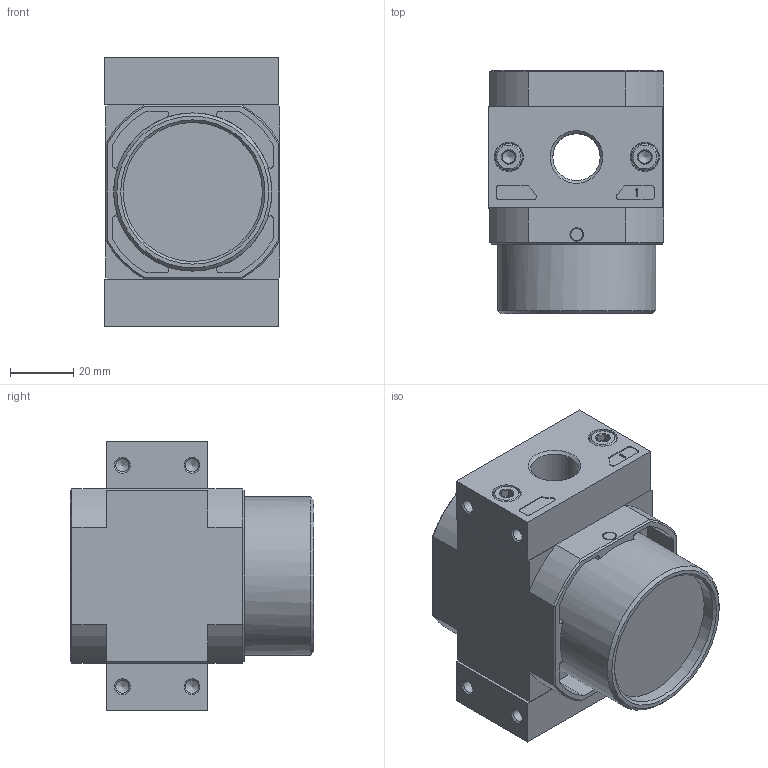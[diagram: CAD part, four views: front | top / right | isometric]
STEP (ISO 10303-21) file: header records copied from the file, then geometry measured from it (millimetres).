
FILE_DESCRIPTION(/* description */ ('STEP AP214'),/* implementation_level */ '2;1');
FILE_NAME(/* name */ '165079_HEL-3_8-D-MIDI',/* time_stamp */ '2024-08-28T12:13:01+02:00',/* author */ ('License CC BY-ND 4.0'),/* organization */ ('CADENAS'),/* preprocessor_version */ 'ST-DEVELOPER v19.3',/* originating_system */ 'PARTsolutions',/* authorisation */ ' ');
FILE_SCHEMA (('AUTOMOTIVE_DESIGN {1 0 10303 214 3 1 1}'));
Length unit declared in the file: millimetre
Products named in the file (6): 165079 HEL-3/8-D-MIDI; 360727 HEL-MIDI; 380299 PBL-3/8-D-MIDI-R---(0) p1; DIN-912 - M5x18(F); 369989 LF-D-MIDI; 380297 PBL-3/8-D-MIDI-L---(1) p1
Assembly tree (9 placements, depth 2):
  165079 HEL-3/8-D-MIDI
    360727 HEL-MIDI
    380299 PBL-3/8-D-MIDI-R---(0) p1
    DIN-912 - M5x18(F)  x4
    369989 LF-D-MIDI  x2
    380297 PBL-3/8-D-MIDI-L---(1) p1
Bounding box: 55.5 x 77 x 85 mm (x, y, z)
Volume: 211810.2 mm3; surface area: 50456 mm2
Topology: 9 solids, 9 shells, 368 faces, 827 edges, 507 vertices
Faces by surface type: plane 184, cone 93, cylinder 91
Full cylindrical faces by diameter (mm): 3.8 x1, 4.134 x8, 5 x4, 7 x1, 7.3 x4, 7.5 x2, 8.5 x4, 9 x1, 14.95 x2, 24 x1, 24.9 x1, 26.4 x1, 29.7 x1, 30.4 x1, 44 x1, 50 x1
Entity records: 8475 total; most frequent: DIRECTION 1331, CARTESIAN_POINT 1331, ORIENTED_EDGE 1132, EDGE_CURVE 566, AXIS2_PLACEMENT_3D 512, VERTEX_POINT 402, FACE_BOUND 382, EDGE_LOOP 375
